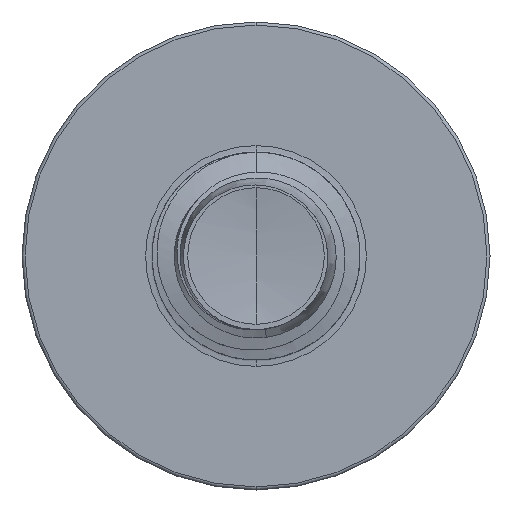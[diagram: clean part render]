
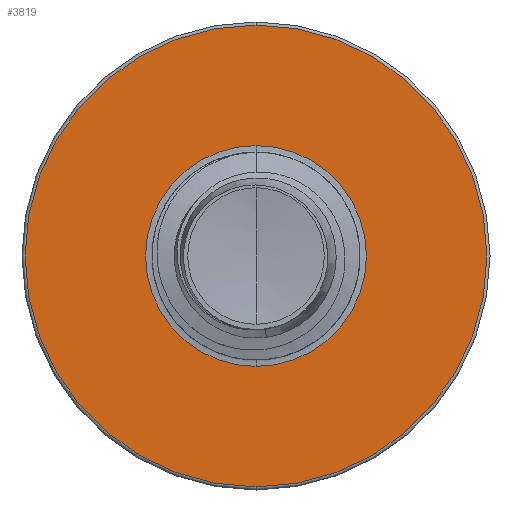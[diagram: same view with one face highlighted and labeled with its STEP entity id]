
A CAD part, front view. The second image highlights one B-rep face of the part: STEP entity #3819.
In plain terms, the highlighted planar face has unit normal (0, -1, 0).
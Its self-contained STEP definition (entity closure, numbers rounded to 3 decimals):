
#636 = CARTESIAN_POINT ( 'NONE',  ( 0., 12.5, 0. ) ) ;
#1592 = VERTEX_POINT ( 'NONE', #9867 ) ;
#2151 = DIRECTION ( 'NONE',  ( 0., 0., 1. ) ) ;
#2190 = EDGE_CURVE ( 'NONE', #1592, #7203, #8207, .T. ) ;
#2214 = DIRECTION ( 'NONE',  ( 0., 1., 0. ) ) ;
#2245 = PLANE ( 'NONE',  #21057 ) ;
#2393 = CARTESIAN_POINT ( 'NONE',  ( 0., 12.5, -3.186 ) ) ;
#2665 = DIRECTION ( 'NONE',  ( 0., 0., 1. ) ) ;
#2819 = EDGE_LOOP ( 'NONE', ( #15108, #13824 ) ) ;
#3261 = DIRECTION ( 'NONE',  ( 0., 1., 0. ) ) ;
#3819 = ADVANCED_FACE ( 'NONE', ( #8514, #23525 ), #2245, .F. ) ;
#4829 = CARTESIAN_POINT ( 'NONE',  ( 0., 12.5, 3.186 ) ) ;
#5422 = CARTESIAN_POINT ( 'NONE',  ( 0., 12.5, 6.66 ) ) ;
#6800 = CIRCLE ( 'NONE', #12917, 6.66 ) ;
#7203 = VERTEX_POINT ( 'NONE', #4829 ) ;
#7772 = DIRECTION ( 'NONE',  ( 0., 1., 0. ) ) ;
#7793 = DIRECTION ( 'NONE',  ( 0., 0., 1. ) ) ;
#7802 = DIRECTION ( 'NONE',  ( 0., 1., 0. ) ) ;
#7825 = CARTESIAN_POINT ( 'NONE',  ( 0., 12.5, 0. ) ) ;
#8207 = CIRCLE ( 'NONE', #23186, 3.186 ) ;
#8514 = FACE_OUTER_BOUND ( 'NONE', #2819, .T. ) ;
#8669 = VERTEX_POINT ( 'NONE', #10838 ) ;
#9654 = AXIS2_PLACEMENT_3D ( 'NONE', #19715, #7772, #21601 ) ;
#9867 = CARTESIAN_POINT ( 'NONE',  ( 0., 12.5, -3.186 ) ) ;
#10343 = AXIS2_PLACEMENT_3D ( 'NONE', #15304, #3261, #17357 ) ;
#10838 = CARTESIAN_POINT ( 'NONE',  ( 0., 12.5, -6.66 ) ) ;
#11245 = EDGE_CURVE ( 'NONE', #17387, #8669, #6800, .T. ) ;
#12917 = AXIS2_PLACEMENT_3D ( 'NONE', #636, #14713, #2665 ) ;
#13824 = ORIENTED_EDGE ( 'NONE', *, *, #24207, .F. ) ;
#14713 = DIRECTION ( 'NONE',  ( 0., 1., 0. ) ) ;
#15108 = ORIENTED_EDGE ( 'NONE', *, *, #11245, .F. ) ;
#15304 = CARTESIAN_POINT ( 'NONE',  ( 0., 12.5, 0. ) ) ;
#17357 = DIRECTION ( 'NONE',  ( 0., 0., 1. ) ) ;
#17387 = VERTEX_POINT ( 'NONE', #5422 ) ;
#18708 = ORIENTED_EDGE ( 'NONE', *, *, #20986, .T. ) ;
#19715 = CARTESIAN_POINT ( 'NONE',  ( 0., 12.5, 0. ) ) ;
#19808 = CIRCLE ( 'NONE', #10343, 6.66 ) ;
#19942 = EDGE_LOOP ( 'NONE', ( #18708, #25263 ) ) ;
#20986 = EDGE_CURVE ( 'NONE', #7203, #1592, #22162, .T. ) ;
#21057 = AXIS2_PLACEMENT_3D ( 'NONE', #2393, #2214, #2151 ) ;
#21601 = DIRECTION ( 'NONE',  ( 0., 0., 1. ) ) ;
#22162 = CIRCLE ( 'NONE', #9654, 3.186 ) ;
#23186 = AXIS2_PLACEMENT_3D ( 'NONE', #7825, #7802, #7793 ) ;
#23525 = FACE_BOUND ( 'NONE', #19942, .T. ) ;
#24207 = EDGE_CURVE ( 'NONE', #8669, #17387, #19808, .T. ) ;
#25263 = ORIENTED_EDGE ( 'NONE', *, *, #2190, .T. ) ;
